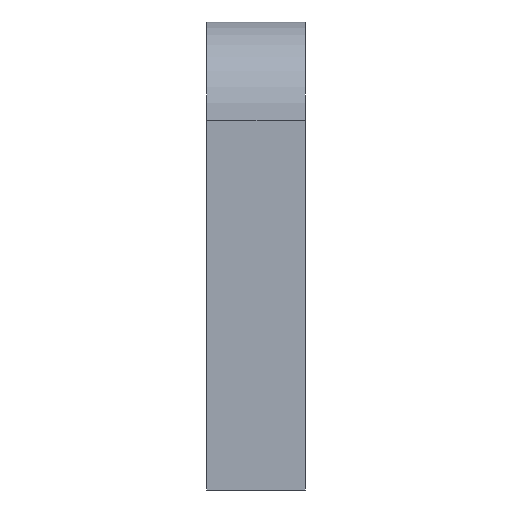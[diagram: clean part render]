
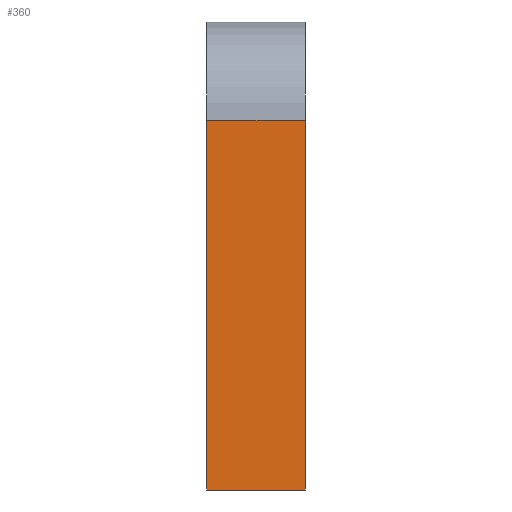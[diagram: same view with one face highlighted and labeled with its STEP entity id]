
A CAD part, left-side view. The second image highlights one B-rep face of the part: STEP entity #360.
In plain terms, the highlighted planar face has unit normal (-1, 0, 0).
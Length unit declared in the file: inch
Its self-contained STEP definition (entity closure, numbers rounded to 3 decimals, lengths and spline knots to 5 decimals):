
#10 = VECTOR ( 'NONE', #297, 39.37008 ) ;
#65 = VERTEX_POINT ( 'NONE', #209 ) ;
#69 = VERTEX_POINT ( 'NONE', #381 ) ;
#83 = EDGE_CURVE ( 'NONE', #69, #236, #344, .T. ) ;
#85 = CARTESIAN_POINT ( 'NONE',  ( -0.84, 0., 0.6503 ) ) ;
#104 = EDGE_LOOP ( 'NONE', ( #804, #528, #485, #657 ) ) ;
#110 = DIRECTION ( 'NONE',  ( 0., 0., -1. ) ) ;
#148 = DIRECTION ( 'NONE',  ( 1., 0., 0. ) ) ;
#149 = EDGE_CURVE ( 'NONE', #236, #716, #422, .T. ) ;
#209 = CARTESIAN_POINT ( 'NONE',  ( -0.84, 0., 0.6503 ) ) ;
#216 = CARTESIAN_POINT ( 'NONE',  ( -0.84, 0., 0.6503 ) ) ;
#236 = VERTEX_POINT ( 'NONE', #390 ) ;
#264 = PLANE ( 'NONE',  #388 ) ;
#276 = CARTESIAN_POINT ( 'NONE',  ( -0.84, 0., 0.6503 ) ) ;
#278 = DIRECTION ( 'NONE',  ( 0., 0., -1. ) ) ;
#297 = DIRECTION ( 'NONE',  ( 0., 1., 0. ) ) ;
#337 = VECTOR ( 'NONE', #414, 39.37008 ) ;
#344 = LINE ( 'NONE', #512, #337 ) ;
#360 = ADVANCED_FACE ( 'NONE', ( #491 ), #264, .F. ) ;
#381 = CARTESIAN_POINT ( 'NONE',  ( -0.84, 0., 1.12 ) ) ;
#388 = AXIS2_PLACEMENT_3D ( 'NONE', #216, #148, #740 ) ;
#390 = CARTESIAN_POINT ( 'NONE',  ( -0.84, 0.125, 1.12 ) ) ;
#403 = LINE ( 'NONE', #85, #568 ) ;
#406 = EDGE_CURVE ( 'NONE', #69, #65, #403, .T. ) ;
#414 = DIRECTION ( 'NONE',  ( 0., 1., 0. ) ) ;
#421 = VECTOR ( 'NONE', #278, 39.37008 ) ;
#422 = LINE ( 'NONE', #704, #421 ) ;
#485 = ORIENTED_EDGE ( 'NONE', *, *, #149, .T. ) ;
#491 = FACE_OUTER_BOUND ( 'NONE', #104, .T. ) ;
#494 = EDGE_CURVE ( 'NONE', #65, #716, #600, .T. ) ;
#512 = CARTESIAN_POINT ( 'NONE',  ( -0.84, 0., 1.12 ) ) ;
#528 = ORIENTED_EDGE ( 'NONE', *, *, #83, .T. ) ;
#568 = VECTOR ( 'NONE', #110, 39.37008 ) ;
#600 = LINE ( 'NONE', #276, #10 ) ;
#607 = CARTESIAN_POINT ( 'NONE',  ( -0.84, 0.125, 0.6503 ) ) ;
#657 = ORIENTED_EDGE ( 'NONE', *, *, #494, .F. ) ;
#704 = CARTESIAN_POINT ( 'NONE',  ( -0.84, 0.125, 0.6503 ) ) ;
#716 = VERTEX_POINT ( 'NONE', #607 ) ;
#740 = DIRECTION ( 'NONE',  ( 0., 0., -1. ) ) ;
#804 = ORIENTED_EDGE ( 'NONE', *, *, #406, .F. ) ;
